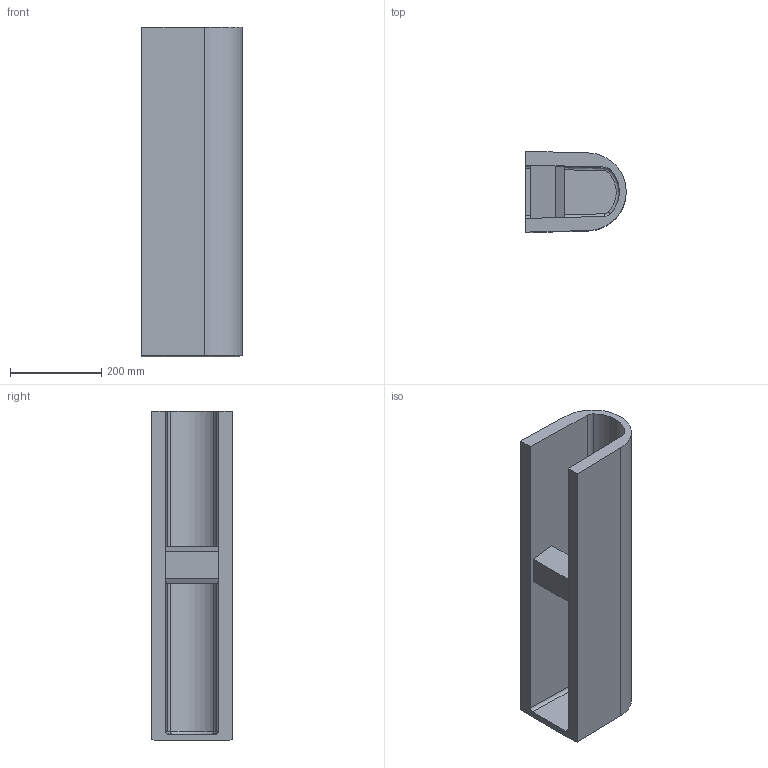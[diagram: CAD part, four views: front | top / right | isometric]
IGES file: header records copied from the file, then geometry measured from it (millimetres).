
Global section: file name: No Iges File Name specified; native system: Autodesk Inventor 2011; preprocessor: AutoDesk Inventor Iges Exporter R2011; author: Administrator; date: 20110518.190848; units: millimetre
Bounding box: 220 x 177 x 722 mm (x, y, z)
Volume: 10001998.8 mm3; surface area: 862497.8 mm2
Topology: 1 solids, 1 shells, 24 faces, 60 edges, 38 vertices
Faces by surface type: plane 14, revolution 8, cylinder 1, cone 1
